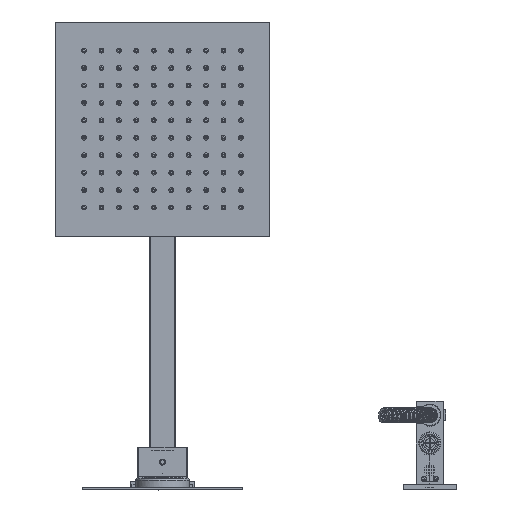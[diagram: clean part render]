
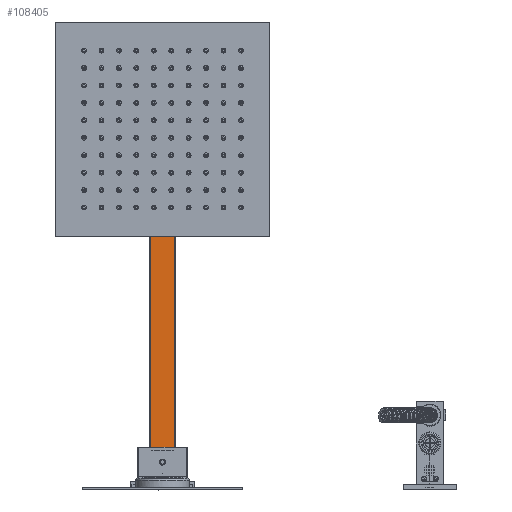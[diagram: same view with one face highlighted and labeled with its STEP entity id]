
A CAD part, front view. The second image highlights one B-rep face of the part: STEP entity #108405.
In plain terms, the highlighted planar face has unit normal (0, -1, 0).
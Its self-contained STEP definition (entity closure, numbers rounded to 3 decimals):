
#97513=DIRECTION('',(0.,0.,-1.));
#97514=VECTOR('',#97513,324.);
#97515=CARTESIAN_POINT('',(12.,987.5,324.5));
#97516=LINE('',#97515,#97514);
#97517=DIRECTION('',(1.,0.,0.));
#97518=VECTOR('',#97517,24.);
#97519=CARTESIAN_POINT('',(-12.,987.5,0.5));
#97520=LINE('',#97519,#97518);
#97521=DIRECTION('',(0.,0.,-1.));
#97522=VECTOR('',#97521,324.);
#97523=CARTESIAN_POINT('',(-12.,987.5,324.5));
#97524=LINE('',#97523,#97522);
#97525=DIRECTION('',(-1.,0.,0.));
#97526=VECTOR('',#97525,24.);
#97527=CARTESIAN_POINT('',(12.,987.5,324.5));
#97528=LINE('',#97527,#97526);
#103275=CARTESIAN_POINT('',(12.,987.5,0.5));
#103277=VERTEX_POINT('',#103275);
#103283=CARTESIAN_POINT('',(12.,987.5,324.5));
#103284=VERTEX_POINT('',#103283);
#103299=CARTESIAN_POINT('',(-12.,987.5,0.5));
#103300=VERTEX_POINT('',#103299);
#103301=CARTESIAN_POINT('',(-12.,987.5,324.5));
#103302=VERTEX_POINT('',#103301);
#108393=CARTESIAN_POINT('',(-12.5,987.5,0.));
#108394=DIRECTION('',(0.,-1.,0.));
#108395=DIRECTION('',(0.,0.,1.));
#108396=AXIS2_PLACEMENT_3D('',#108393,#108394,#108395);
#108397=PLANE('',#108396);
#108398=ORIENTED_EDGE('',*,*,#108099,.T.);
#108399=ORIENTED_EDGE('',*,*,#108143,.F.);
#108400=ORIENTED_EDGE('',*,*,#108376,.F.);
#108402=ORIENTED_EDGE('',*,*,#108401,.F.);
#108403=EDGE_LOOP('',(#108398,#108399,#108400,#108402));
#108404=FACE_OUTER_BOUND('',#108403,.F.);
#108405=ADVANCED_FACE('',(#108404),#108397,.T.);
#108099=EDGE_CURVE('',#103284,#103277,#97516,.T.);
#108143=EDGE_CURVE('',#103300,#103277,#97520,.T.);
#108376=EDGE_CURVE('',#103302,#103300,#97524,.T.);
#108401=EDGE_CURVE('',#103284,#103302,#97528,.T.);
